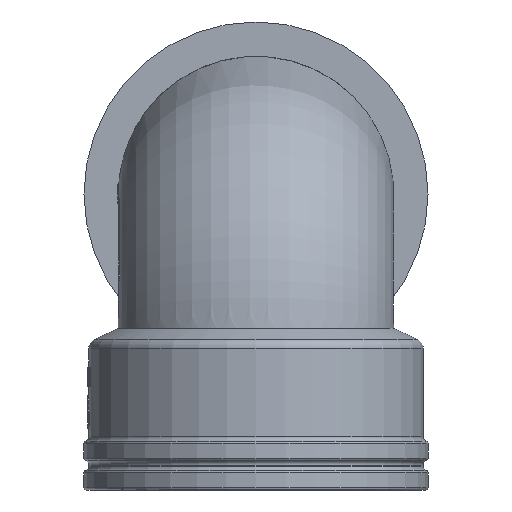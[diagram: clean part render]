
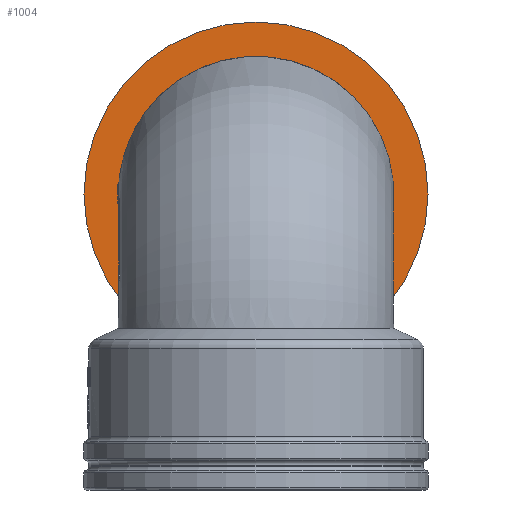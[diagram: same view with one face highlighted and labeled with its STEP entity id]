
A CAD part, front view. The second image highlights one B-rep face of the part: STEP entity #1004.
In plain terms, the highlighted planar face has unit normal (0, -1, 0).
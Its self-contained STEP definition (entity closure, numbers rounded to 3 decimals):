
#620=PLANE('',#9281);
#1004=ADVANCED_FACE('',(#1559,#1560),#620,.F.);
#1559=FACE_BOUND('',#1664,.T.);
#1560=FACE_BOUND('',#1665,.T.);
#1664=EDGE_LOOP('',(#3473));
#1665=EDGE_LOOP('',(#3474));
#2187=CIRCLE('',#8999,28.482);
#2225=CIRCLE('',#9280,35.603);
#3473=ORIENTED_EDGE('',*,*,#6750,.T.);
#3474=ORIENTED_EDGE('',*,*,#7106,.F.);
#5808=VERTEX_POINT('',#12825);
#6158=VERTEX_POINT('',#15611);
#6750=EDGE_CURVE('',#5808,#5808,#2187,.T.);
#7106=EDGE_CURVE('',#6158,#6158,#2225,.T.);
#8999=AXIS2_PLACEMENT_3D('',#12824,#10113,#10114);
#9280=AXIS2_PLACEMENT_3D('',#15610,#10695,#10696);
#9281=AXIS2_PLACEMENT_3D('',#15612,#10697,#10698);
#10113=DIRECTION('',(0.,1.,0.));
#10114=DIRECTION('',(-1.,0.,0.));
#10695=DIRECTION('',(0.,1.,0.));
#10696=DIRECTION('',(-1.,0.,0.));
#10697=DIRECTION('',(0.,1.,0.));
#10698=DIRECTION('',(1.,0.,0.));
#12824=CARTESIAN_POINT('',(0.,101.329,60.752));
#12825=CARTESIAN_POINT('',(-28.482,101.329,60.752));
#15610=CARTESIAN_POINT('',(0.,101.329,60.752));
#15611=CARTESIAN_POINT('',(-35.602,101.329,60.752));
#15612=CARTESIAN_POINT('',(0.,101.329,60.752));
